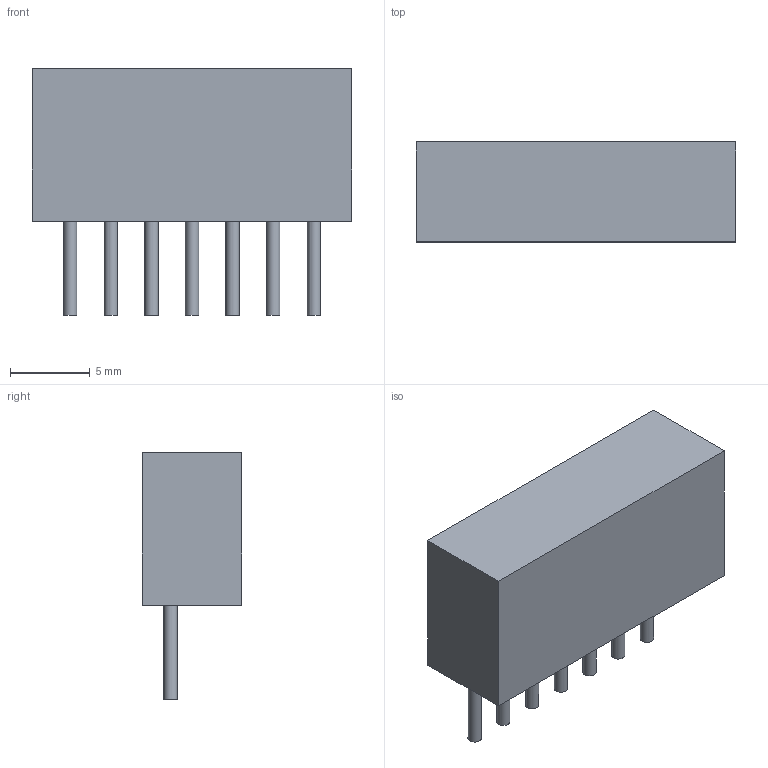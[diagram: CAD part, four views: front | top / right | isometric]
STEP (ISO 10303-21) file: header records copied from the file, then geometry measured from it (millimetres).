
FILE_DESCRIPTION(('STEP AP214'),'1');
FILE_NAME('B0505LS-1WR2_MNS','2022-05-15T23:53:52',(''),(''),'','','');
FILE_SCHEMA(('AUTOMOTIVE_DESIGN'));
Length unit declared in the file: millimetre
Products named in the file (1): product
Bounding box: 19.99 x 6.25 x 15.44 mm (x, y, z)
Volume: 1215.5 mm3; surface area: 867.3 mm2
Topology: 8 solids, 8 shells, 27 faces, 33 edges, 22 vertices
Faces by surface type: plane 20, cylinder 7
Full cylindrical faces by diameter (mm): 0.838 x7
Entity records: 595 total; most frequent: DIRECTION 110, CARTESIAN_POINT 71, ORIENTED_EDGE 52, AXIS2_PLACEMENT_3D 49, EDGE_LOOP 34, ADVANCED_FACE 27, FACE_OUTER_BOUND 27, STYLED_ITEM 27
